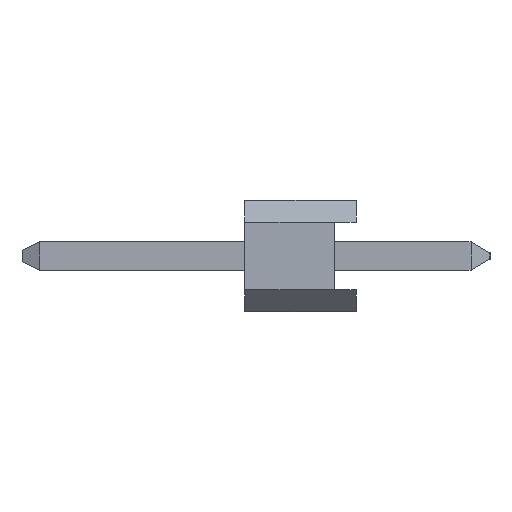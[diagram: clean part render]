
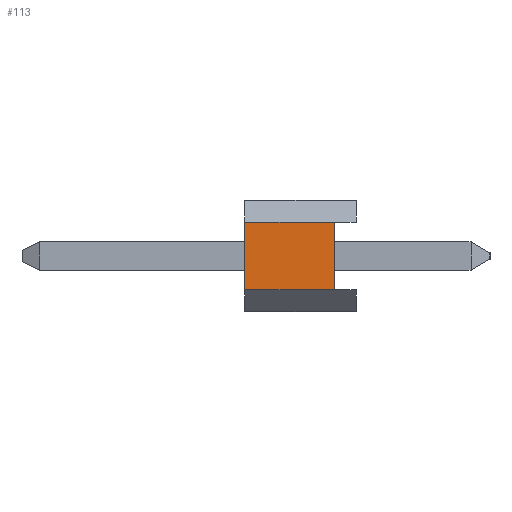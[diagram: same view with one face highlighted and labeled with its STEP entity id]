
A CAD part, left-side view. The second image highlights one B-rep face of the part: STEP entity #113.
In plain terms, the highlighted planar face has unit normal (-1, 0, 0).
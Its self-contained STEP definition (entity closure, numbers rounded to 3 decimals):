
#12 = AXIS2_PLACEMENT_3D ( 'NONE', #793, #860, #770 ) ;
#23 = DIRECTION ( 'NONE',  ( 0., 0., 1. ) ) ;
#62 = VERTEX_POINT ( 'NONE', #744 ) ;
#113 = ADVANCED_FACE ( 'NONE', ( #1078 ), #692, .F. ) ;
#121 = ORIENTED_EDGE ( 'NONE', *, *, #405, .T. ) ;
#177 = VECTOR ( 'NONE', #705, 1000. ) ;
#211 = VERTEX_POINT ( 'NONE', #265 ) ;
#251 = DIRECTION ( 'NONE',  ( 0., 1., 0. ) ) ;
#265 = CARTESIAN_POINT ( 'NONE',  ( -1.27, 2.54, 0.665 ) ) ;
#288 = LINE ( 'NONE', #1006, #782 ) ;
#352 = VERTEX_POINT ( 'NONE', #867 ) ;
#392 = EDGE_CURVE ( 'NONE', #62, #211, #848, .T. ) ;
#405 = EDGE_CURVE ( 'NONE', #62, #598, #288, .T. ) ;
#453 = VECTOR ( 'NONE', #251, 1000. ) ;
#455 = EDGE_CURVE ( 'NONE', #352, #211, #501, .T. ) ;
#480 = EDGE_CURVE ( 'NONE', #598, #352, #863, .T. ) ;
#501 = LINE ( 'NONE', #763, #453 ) ;
#513 = CARTESIAN_POINT ( 'NONE',  ( -1.27, 0.5, -0.875 ) ) ;
#598 = VERTEX_POINT ( 'NONE', #513 ) ;
#599 = DIRECTION ( 'NONE',  ( 0., -1., 0. ) ) ;
#647 = EDGE_LOOP ( 'NONE', ( #121, #1004, #1074, #790 ) ) ;
#688 = CARTESIAN_POINT ( 'NONE',  ( -1.27, 2.54, -1.375 ) ) ;
#692 = PLANE ( 'NONE',  #12 ) ;
#705 = DIRECTION ( 'NONE',  ( 0., 0., 1. ) ) ;
#744 = CARTESIAN_POINT ( 'NONE',  ( -1.27, 2.54, -0.875 ) ) ;
#763 = CARTESIAN_POINT ( 'NONE',  ( -1.27, 2.54, 0.665 ) ) ;
#770 = DIRECTION ( 'NONE',  ( 0., 0., -1. ) ) ;
#782 = VECTOR ( 'NONE', #599, 1000. ) ;
#790 = ORIENTED_EDGE ( 'NONE', *, *, #392, .F. ) ;
#793 = CARTESIAN_POINT ( 'NONE',  ( -1.27, 2.54, -1.375 ) ) ;
#848 = LINE ( 'NONE', #688, #177 ) ;
#860 = DIRECTION ( 'NONE',  ( 1., 0., 0. ) ) ;
#863 = LINE ( 'NONE', #919, #915 ) ;
#867 = CARTESIAN_POINT ( 'NONE',  ( -1.27, 0.5, 0.665 ) ) ;
#915 = VECTOR ( 'NONE', #23, 1000. ) ;
#919 = CARTESIAN_POINT ( 'NONE',  ( -1.27, 0.5, -0.875 ) ) ;
#1004 = ORIENTED_EDGE ( 'NONE', *, *, #480, .T. ) ;
#1006 = CARTESIAN_POINT ( 'NONE',  ( -1.27, 2.54, -0.875 ) ) ;
#1074 = ORIENTED_EDGE ( 'NONE', *, *, #455, .T. ) ;
#1078 = FACE_OUTER_BOUND ( 'NONE', #647, .T. ) ;
